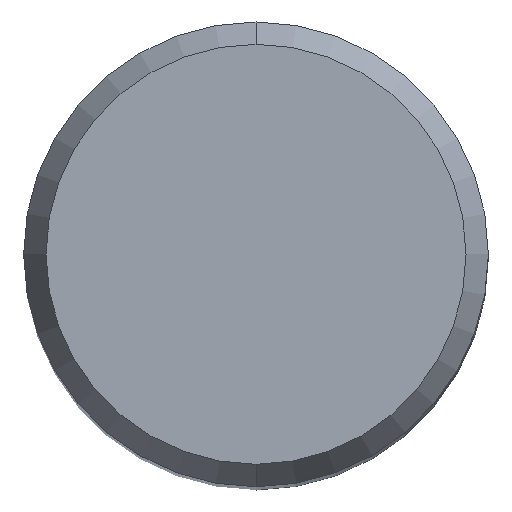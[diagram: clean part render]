
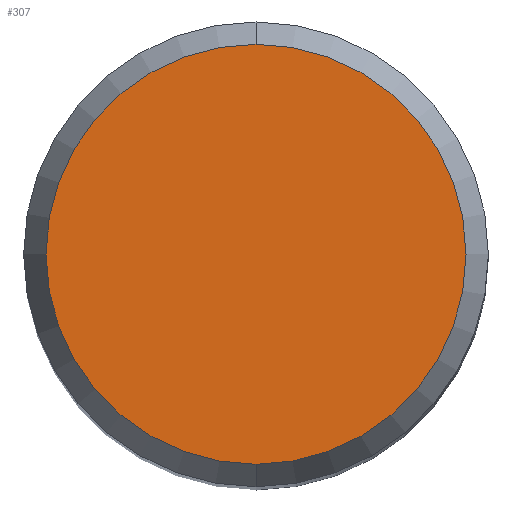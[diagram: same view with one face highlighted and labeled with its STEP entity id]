
A CAD part, top view. The second image highlights one B-rep face of the part: STEP entity #307.
In plain terms, the highlighted planar face has unit normal (0, 0, 1).
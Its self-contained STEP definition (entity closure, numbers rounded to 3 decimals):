
#149=VERTEX_POINT('',#360);
#205=EDGE_CURVE('',#149,#265,#422,.T.);
#241=EDGE_CURVE('',#265,#149,#465,.T.);
#265=VERTEX_POINT('',#489);
#307=ADVANCED_FACE('',(#535),#536,.T.);
#360=CARTESIAN_POINT('',(0.0,4.304,0.01));
#422=CIRCLE('',#668,4.304);
#465=CIRCLE('',#720,4.304);
#489=CARTESIAN_POINT('',(0.,-4.304,0.01));
#535=FACE_OUTER_BOUND('',#812,.T.);
#536=PLANE('',#813);
#668=AXIS2_PLACEMENT_3D('',#940,#941,#942);
#720=AXIS2_PLACEMENT_3D('',#1014,#1015,#1016);
#812=EDGE_LOOP('',(#1078,#1079));
#813=AXIS2_PLACEMENT_3D('',#1080,#1081,#1082);
#940=CARTESIAN_POINT('',(0.0,0.0,0.01));
#941=DIRECTION('',(0.0,0.0,-1.0));
#942=DIRECTION('',(0.0,1.0,0.0));
#1014=CARTESIAN_POINT('',(0.0,0.0,0.01));
#1015=DIRECTION('',(0.0,0.0,-1.0));
#1016=DIRECTION('',(0.0,1.0,0.0));
#1078=ORIENTED_EDGE('',*,*,#205,.F.);
#1079=ORIENTED_EDGE('',*,*,#241,.F.);
#1080=CARTESIAN_POINT('',(0.0,2.152,0.01));
#1081=DIRECTION('',(-0.0,0.0,1.0));
#1082=DIRECTION('',(0.0,-1.0,0.0));
